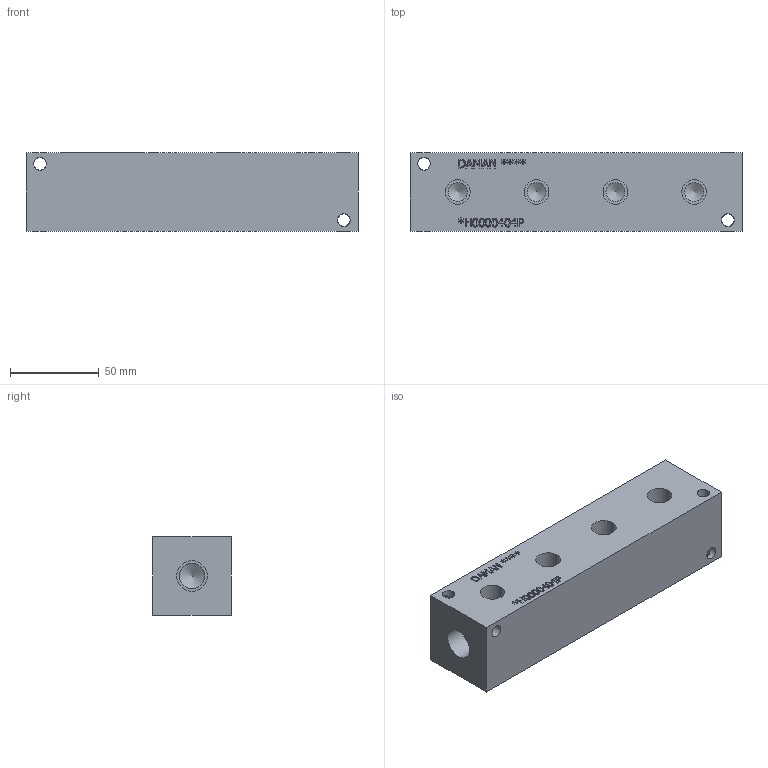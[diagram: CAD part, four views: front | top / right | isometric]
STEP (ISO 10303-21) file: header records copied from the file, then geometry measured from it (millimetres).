
FILE_DESCRIPTION(/* description */ (''),/* implementation_level */ '2;1');
FILE_NAME(/* name */ '_H0000404P.stp',/* time_stamp */ '2020-08-17T10:05:35-04:00',/* author */ ('alexanderw'),/* organization */ (''),/* preprocessor_version */ 'ST-DEVELOPER v17',/* originating_system */ 'Autodesk Inventor 2019',/* authorisation */ '');
FILE_SCHEMA (('AUTOMOTIVE_DESIGN { 1 0 10303 214 3 1 1 }'));
Length unit declared in the file: millimetre
Products named in the file (1): Part_+H0000404P_3D
Bounding box: 187.32 x 44.45 x 44.45 mm (x, y, z)
Volume: 349907.4 mm3; surface area: 44391.5 mm2
Topology: 1 solids, 1 shells, 333 faces, 901 edges, 602 vertices
Faces by surface type: plane 231, bspline 76, cylinder 20, cone 6
Full cylindrical faces by diameter (mm): 7.137 x8, 10.719 x4, 13.868 x4, 14.3 x2, 17.297 x2
Entity records: 11083 total; most frequent: CARTESIAN_POINT 2819, ORIENTED_EDGE 1790, DIRECTION 1321, EDGE_CURVE 895, LINE 681, VECTOR 681, VERTEX_POINT 602, EDGE_LOOP 383
